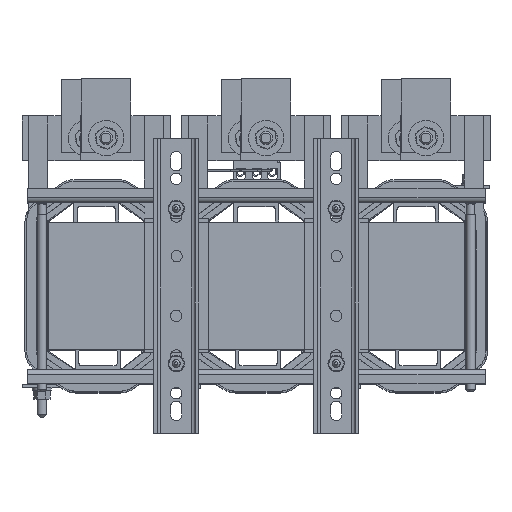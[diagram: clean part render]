
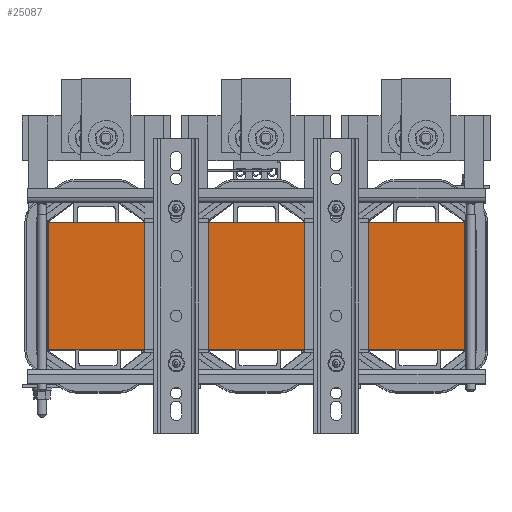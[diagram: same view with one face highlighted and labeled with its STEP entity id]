
A CAD part, top view. The second image highlights one B-rep face of the part: STEP entity #25087.
In plain terms, the highlighted face is planar.
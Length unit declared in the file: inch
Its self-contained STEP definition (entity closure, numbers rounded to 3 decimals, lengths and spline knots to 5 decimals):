
#2641=FACE_OUTER_BOUND('',#4042,.T.);
#4042=EDGE_LOOP('',(#18029,#18030,#18031,#18032));
#5858=LINE('',#37116,#8411);
#5866=LINE('',#37131,#8419);
#5867=LINE('',#37134,#8420);
#5868=LINE('',#37135,#8421);
#8411=VECTOR('',#30405,0.3937);
#8419=VECTOR('',#30417,0.3937);
#8420=VECTOR('',#30420,0.3937);
#8421=VECTOR('',#30421,0.3937);
#10900=VERTEX_POINT('',#37114);
#10901=VERTEX_POINT('',#37115);
#10906=VERTEX_POINT('',#37129);
#10907=VERTEX_POINT('',#37133);
#13584=EDGE_CURVE('',#10900,#10901,#5858,.T.);
#13592=EDGE_CURVE('',#10906,#10901,#5866,.T.);
#13593=EDGE_CURVE('',#10906,#10907,#5867,.T.);
#13594=EDGE_CURVE('',#10900,#10907,#5868,.T.);
#18029=ORIENTED_EDGE('',*,*,#13593,.T.);
#18030=ORIENTED_EDGE('',*,*,#13594,.F.);
#18031=ORIENTED_EDGE('',*,*,#13584,.T.);
#18032=ORIENTED_EDGE('',*,*,#13592,.F.);
#24162=PLANE('',#27374);
#25087=ADVANCED_FACE('',(#2641),#24162,.T.);
#27374=AXIS2_PLACEMENT_3D('',#37132,#30418,#30419);
#30405=DIRECTION('',(0.,1.,0.));
#30417=DIRECTION('',(0.,0.,-1.));
#30418=DIRECTION('center_axis',(1.,0.,0.));
#30419=DIRECTION('ref_axis',(0.,0.,-1.));
#30420=DIRECTION('',(0.,-1.,0.));
#30421=DIRECTION('',(0.,0.,1.));
#37114=CARTESIAN_POINT('',(2.53165,-4.15155,-8.125));
#37115=CARTESIAN_POINT('',(2.53165,0.84845,-8.125));
#37116=CARTESIAN_POINT('',(2.53165,0.84845,-8.125));
#37129=CARTESIAN_POINT('',(2.53165,0.84845,8.125));
#37131=CARTESIAN_POINT('',(2.53165,0.84845,0.));
#37132=CARTESIAN_POINT('Origin',(2.53165,0.84845,0.));
#37133=CARTESIAN_POINT('',(2.53165,-4.15155,8.125));
#37134=CARTESIAN_POINT('',(2.53165,0.84845,8.125));
#37135=CARTESIAN_POINT('',(2.53165,-4.15155,0.));
